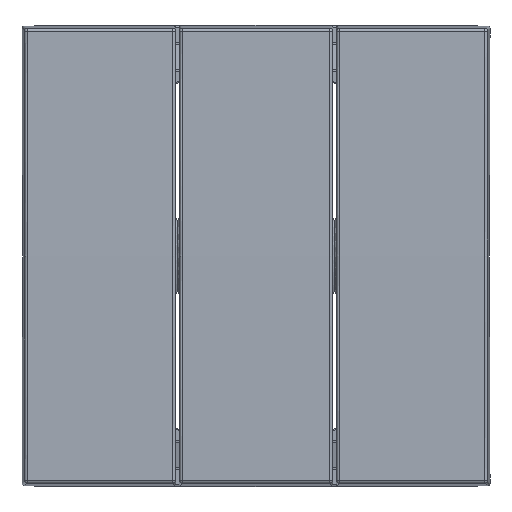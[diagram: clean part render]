
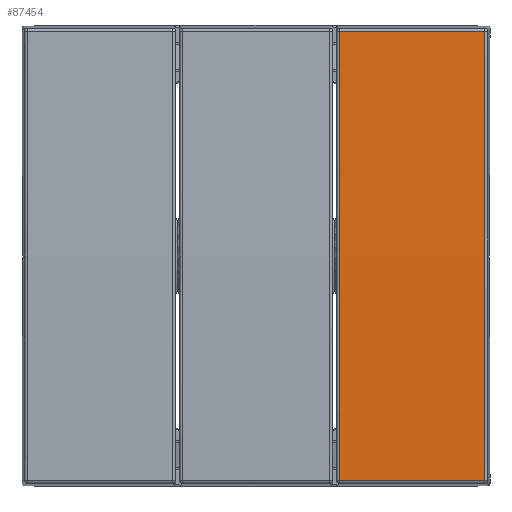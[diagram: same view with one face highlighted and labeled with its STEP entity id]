
A CAD part, top view. The second image highlights one B-rep face of the part: STEP entity #87454.
In plain terms, the highlighted cylindrical face has radius 1600 mm (diameter 3200 mm), a partial arc.
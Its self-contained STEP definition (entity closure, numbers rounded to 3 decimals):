
#71758=DIRECTION('',(1.,0.,0.));
#71759=VECTOR('',#71758,17.313);
#71760=CARTESIAN_POINT('',(9.889,8.71,26.707));
#71761=LINE('11437',#71760,#71759);
#71771=CARTESIAN_POINT('',(9.889,8.71,26.707));
#71772=CARTESIAN_POINT('',(9.89,8.77,23.117));
#71773=CARTESIAN_POINT('',(9.891,8.864,15.998));
#71774=CARTESIAN_POINT('',(9.891,8.933,5.838));
#71775=CARTESIAN_POINT('',(9.891,8.938,
-4.805));
#71776=CARTESIAN_POINT('',(9.891,8.868,-15.723));
#71777=CARTESIAN_POINT('',(9.89,8.771,
-23.032));
#71778=CARTESIAN_POINT('',(9.889,8.71,-26.707));
#71780=DIRECTION('',(1.,0.,0.));
#71781=VECTOR('',#71780,17.313);
#71782=CARTESIAN_POINT('',(9.889,8.71,-26.707));
#71783=LINE('11435',#71782,#71781);
#71784=CARTESIAN_POINT('',(27.202,8.71,
-26.707));
#71785=CARTESIAN_POINT('',(27.2,8.77,
-23.124));
#71786=CARTESIAN_POINT('',(27.196,8.864,
-16.006));
#71787=CARTESIAN_POINT('',(27.193,8.934,
-5.745));
#71788=CARTESIAN_POINT('',(27.193,8.938,4.91));
#71789=CARTESIAN_POINT('',(27.196,8.867,15.784));
#71790=CARTESIAN_POINT('',(27.2,8.771,23.056));
#71791=CARTESIAN_POINT('',(27.202,8.71,26.707));
#73605=VERTEX_POINT('',#71784);
#73606=VERTEX_POINT('',#71791);
#73607=CARTESIAN_POINT('',(9.889,8.71,26.707));
#73608=VERTEX_POINT('',#73607);
#73609=VERTEX_POINT('',#71778);
#87440=CARTESIAN_POINT('',(-27.8,-1591.067,0.));
#87441=DIRECTION('',(1.,0.,0.));
#87442=DIRECTION('',(0.,0.,-1.));
#87443=AXIS2_PLACEMENT_3D('',#87440,#87441,#87442);
#87444=CYLINDRICAL_SURFACE('11271',#87443,1600.);
#87446=ORIENTED_EDGE('11432',*,*,#87445,.T.);
#87448=ORIENTED_EDGE('11435',*,*,#87447,.T.);
#87450=ORIENTED_EDGE('11424',*,*,#87449,.T.);
#87451=ORIENTED_EDGE('11437',*,*,#87431,.F.);
#87452=EDGE_LOOP('11271',(#87446,#87448,#87450,#87451));
#87453=FACE_OUTER_BOUND('11271',#87452,.F.);
#71779=B_SPLINE_CURVE_WITH_KNOTS('11432',3,(#71771,#71772,#71773,#71774,#71775,
#71776,#71777,#71778),.UNSPECIFIED.,.F.,.F.,(4,1,1,1,1,4),(0.,0.2,0.4,
0.6,0.8,1.),.UNSPECIFIED.);
#71792=B_SPLINE_CURVE_WITH_KNOTS('11424',3,(#71784,#71785,#71786,#71787,#71788,
#71789,#71790,#71791),.UNSPECIFIED.,.F.,.F.,(4,1,1,1,1,4),(0.,0.2,0.4,
0.6,0.8,1.),.UNSPECIFIED.);
#87431=EDGE_CURVE('11437',#73608,#73606,#71761,.T.);
#87445=EDGE_CURVE('11432',#73608,#73609,#71779,.T.);
#87447=EDGE_CURVE('11435',#73609,#73605,#71783,.T.);
#87449=EDGE_CURVE('11424',#73605,#73606,#71792,.T.);
#87454=ADVANCED_FACE('11271',(#87453),#87444,.T.);
